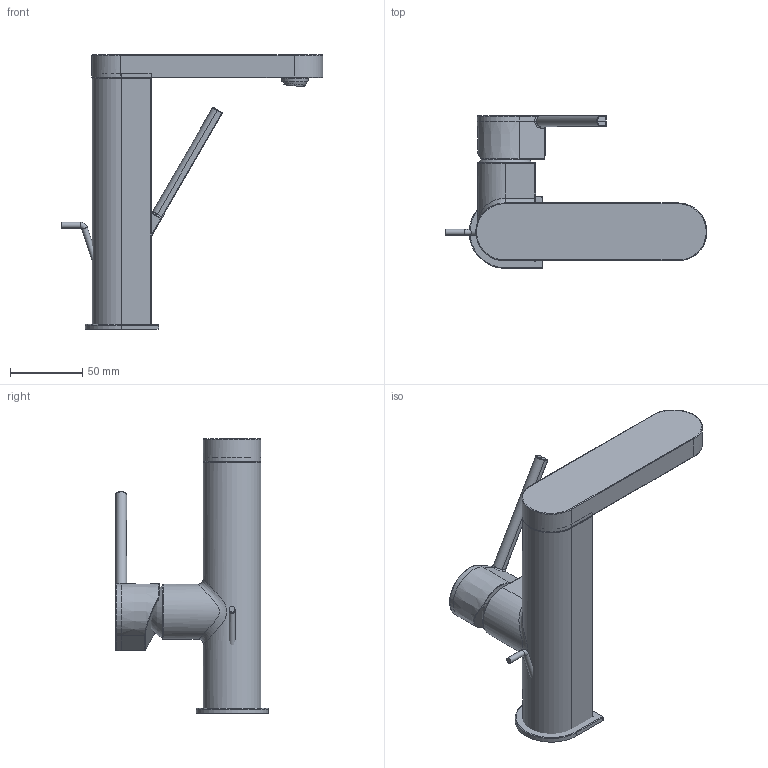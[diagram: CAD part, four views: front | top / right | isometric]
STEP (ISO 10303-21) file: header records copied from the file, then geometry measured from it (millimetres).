
FILE_DESCRIPTION(/* description */ ('Unknown'),/* implementation_level */ '2;1');
FILE_NAME(/* name */ '23871003',/* time_stamp */ '2022-09-09T11:10:21+02:00',/* author */ ('Unknown'),/* organization */ ('GROHE AG'),/* preprocessor_version */ 'ST-DEVELOPER v16.7',/* originating_system */ 'DEX',/* authorisation */ $);
FILE_SCHEMA (('AUTOMOTIVE_DESIGN {1 0 10303 214 3 1 1}'));
Length unit declared in the file: millimetre
Products named in the file (4): 23871003; id11; 40.8156.01000 for customer STEP; Document
Assembly tree (3 placements, depth 2):
  23871003
    id11
    40.8156.01000 for customer STEP
    Document
Bounding box: 181.28 x 105.59 x 190.3 mm (x, y, z)
Volume: 97028.9 mm3; surface area: 68127.9 mm2
Topology: 1 solids, 8 shells, 286 faces, 1150 edges, 802 vertices
Faces by surface type: plane 144, cylinder 77, bspline 30, torus 20, cone 8, sphere 7
Full cylindrical faces by diameter (mm): 4 x2, 4.2 x1, 7.2 x1, 10.4 x1, 13.15 x1, 13.4 x1, 18.846 x1, 36.4 x1
Entity records: 14869 total; most frequent: CARTESIAN_POINT 5689, ORIENTED_EDGE 1734, DIRECTION 1430, EDGE_CURVE 1113, VERTEX_POINT 792, AXIS2_PLACEMENT_3D 550, B_SPLINE_CURVE_WITH_KNOTS 489, LINE 330
